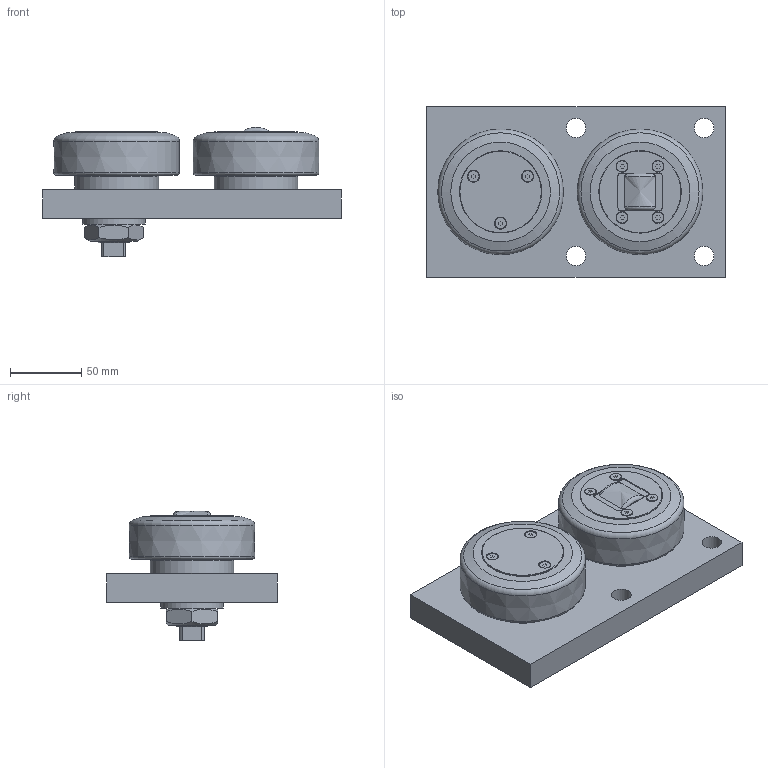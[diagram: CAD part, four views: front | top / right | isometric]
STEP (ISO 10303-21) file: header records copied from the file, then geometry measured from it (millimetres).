
FILE_DESCRIPTION(/* description */ ('-','CAx-IF Rec.Pracs.---Representation and Presentation of Product Manufacturing Information (PMI)---4.0---2014-10-13'),/* implementation_level */ '2;1');
FILE_NAME(/* name */ '7ed780cb-48ca-47ce-b732-28cb53309ea9.stp',/* time_stamp */ '2020-04-01T16:05:05+02:00',/* author */ ('-'),/* organization */ ('NTI CADcenter A/S'),/* preprocessor_version */ 'ST-DEVELOPER v18',/* originating_system */ 'Autodesk Inventor 2020',/* authorisation */ '-');
FILE_SCHEMA (('AP242_MANAGED_MODEL_BASED_3D_ENGINEERING_MIM_LF { 1 0 10303 442 1 1 4 }'));
Length unit declared in the file: millimetre
Products named in the file (1): FE 090.5200_Kontur
Bounding box: 210 x 120 x 91 mm (x, y, z)
Volume: 924318.2 mm3; surface area: 103257.8 mm2
Topology: 1 solids, 1 shells, 161 faces, 398 edges, 271 vertices
Faces by surface type: plane 100, cylinder 33, cone 19, torus 6, bspline 3
Full cylindrical faces by diameter (mm): 2.5 x1, 4.917 x1, 7.8 x7, 8.6 x3, 13.835 x4, 44 x1, 55.3 x2, 57.8 x1, 58 x1, 59 x2
Entity records: 5012 total; most frequent: CARTESIAN_POINT 1019, DIRECTION 843, ORIENTED_EDGE 796, EDGE_CURVE 398, AXIS2_PLACEMENT_3D 310, VERTEX_POINT 271, LINE 223, VECTOR 223
